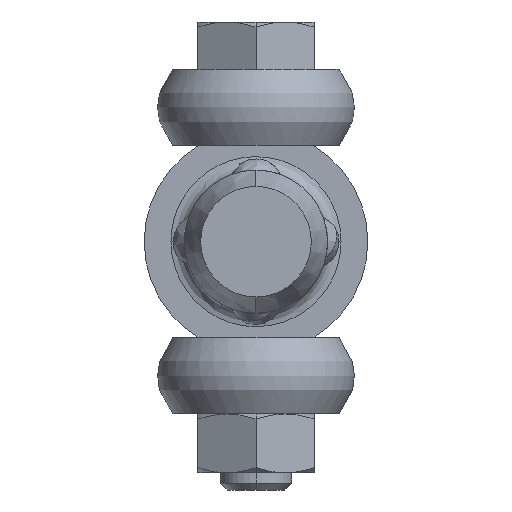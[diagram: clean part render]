
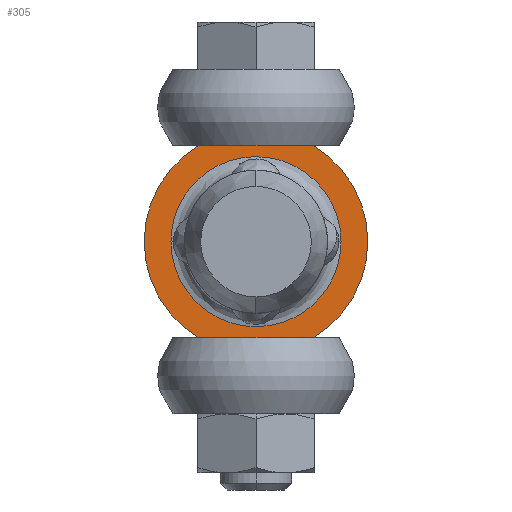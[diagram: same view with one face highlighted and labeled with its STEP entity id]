
A CAD part, left-side view. The second image highlights one B-rep face of the part: STEP entity #305.
In plain terms, the highlighted planar face has unit normal (-1, 0, 0).
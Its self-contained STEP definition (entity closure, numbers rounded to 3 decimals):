
#305=ADVANCED_FACE('',(#720,#721),#722,.T.);
#720=FACE_BOUND('',#1809,.T.);
#721=FACE_OUTER_BOUND('',#1810,.T.);
#722=PLANE('',#1811);
#1809=EDGE_LOOP('',(#4059,#4060));
#1810=EDGE_LOOP('',(#4061,#4062,#4063,#4064));
#1811=AXIS2_PLACEMENT_3D('',#4065,#4066,#4067);
#4059=ORIENTED_EDGE('',*,*,#5303,.F.);
#4060=ORIENTED_EDGE('',*,*,#5304,.F.);
#4061=ORIENTED_EDGE('',*,*,#5244,.T.);
#4062=ORIENTED_EDGE('',*,*,#5305,.T.);
#4063=ORIENTED_EDGE('',*,*,#5236,.T.);
#4064=ORIENTED_EDGE('',*,*,#5306,.T.);
#4065=CARTESIAN_POINT('',(0.,-11.,0.));
#4066=DIRECTION('',(-1.0,0.0,0.0));
#4067=DIRECTION('',(0.0,0.0,1.0));
#5236=EDGE_CURVE('',#5959,#5960,#5961,.T.);
#5244=EDGE_CURVE('',#5973,#5974,#5975,.T.);
#5303=EDGE_CURVE('',#6062,#6063,#6064,.T.);
#5304=EDGE_CURVE('',#6063,#6062,#6065,.T.);
#5305=EDGE_CURVE('',#5974,#5959,#6066,.T.);
#5306=EDGE_CURVE('',#5960,#5973,#6067,.T.);
#5959=VERTEX_POINT('',#7210);
#5960=VERTEX_POINT('',#7211);
#5961=LINE('',#7212,#7213);
#5973=VERTEX_POINT('',#7229);
#5974=VERTEX_POINT('',#7230);
#5975=LINE('',#7231,#7232);
#6062=VERTEX_POINT('',#7615);
#6063=VERTEX_POINT('',#7616);
#6064=(B_SPLINE_CURVE(3,(#7618,#7619,#7620,#7621),.UNSPECIFIED.,.F.,.F.)B_SPLINE_CURVE_WITH_KNOTS((4,4),(0.0,0.5),.UNSPECIFIED.)RATIONAL_B_SPLINE_CURVE((1.0,0.333,0.333,1.0))BOUNDED_CURVE()REPRESENTATION_ITEM('')GEOMETRIC_REPRESENTATION_ITEM()CURVE());
#6065=(B_SPLINE_CURVE(3,(#7629,#7630,#7631,#7632),.UNSPECIFIED.,.F.,.F.)B_SPLINE_CURVE_WITH_KNOTS((4,4),(0.5,1.0),.UNSPECIFIED.)RATIONAL_B_SPLINE_CURVE((1.0,0.333,0.333,1.0))BOUNDED_CURVE()REPRESENTATION_ITEM('')GEOMETRIC_REPRESENTATION_ITEM()CURVE());
#6066=CIRCLE('',#7639,12.5);
#6067=CIRCLE('',#7640,12.5);
#7210=CARTESIAN_POINT('',(0.,-6.379,10.75));
#7211=CARTESIAN_POINT('',(0.,6.379,10.75));
#7212=CARTESIAN_POINT('',(0.,-11.,10.75));
#7213=VECTOR('',#9078,1000.0);
#7229=CARTESIAN_POINT('',(0.,6.379,-10.75));
#7230=CARTESIAN_POINT('',(0.,-6.379,-10.75));
#7231=CARTESIAN_POINT('',(0.,-11.,-10.75));
#7232=VECTOR('',#9089,1000.0);
#7615=CARTESIAN_POINT('',(0.,-9.5,0.));
#7616=CARTESIAN_POINT('',(0.,9.5,0.));
#7618=CARTESIAN_POINT('',(0.,-9.5,0.));
#7619=CARTESIAN_POINT('',(0.,-9.5,19.));
#7620=CARTESIAN_POINT('',(0.,9.5,19.));
#7621=CARTESIAN_POINT('',(0.,9.5,0.));
#7629=CARTESIAN_POINT('',(0.,9.5,0.));
#7630=CARTESIAN_POINT('',(0.,9.5,-19.0));
#7631=CARTESIAN_POINT('',(0.,-9.5,-19.0));
#7632=CARTESIAN_POINT('',(0.,-9.5,0.));
#7639=AXIS2_PLACEMENT_3D('',#9157,#9158,#9159);
#7640=AXIS2_PLACEMENT_3D('',#9160,#9161,#9162);
#9078=DIRECTION('',(0.0,1.0,0.0));
#9089=DIRECTION('',(0.0,-1.0,0.0));
#9157=CARTESIAN_POINT('',(0.,0.,0.));
#9158=DIRECTION('',(-1.0,0.0,0.0));
#9159=DIRECTION('',(0.0,0.0,-1.0));
#9160=CARTESIAN_POINT('',(0.,0.,0.));
#9161=DIRECTION('',(-1.0,0.0,0.0));
#9162=DIRECTION('',(0.0,0.,-1.0));
